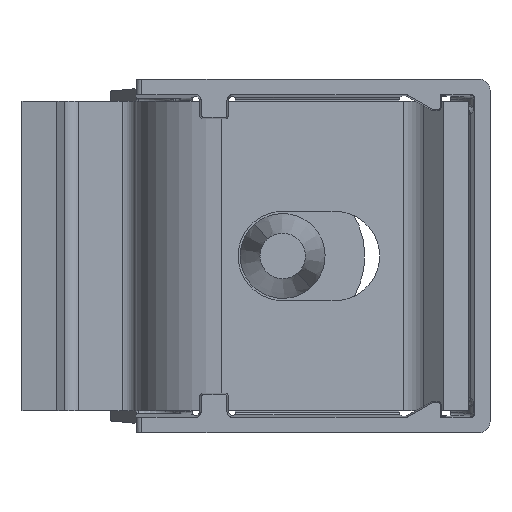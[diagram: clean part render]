
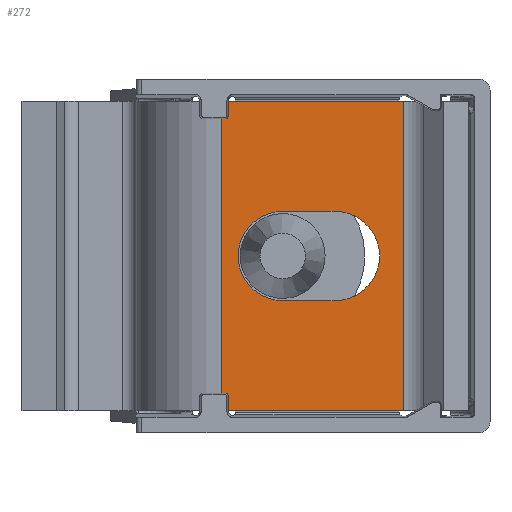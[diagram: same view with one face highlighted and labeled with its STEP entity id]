
A CAD part, front view. The second image highlights one B-rep face of the part: STEP entity #272.
In plain terms, the highlighted planar face has unit normal (0, -1, 0).
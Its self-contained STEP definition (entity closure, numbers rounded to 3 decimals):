
#45 = CARTESIAN_POINT ( 'NONE',  ( 10.35, 0., 3.15 ) ) ;
#260 = CARTESIAN_POINT ( 'NONE',  ( 0., 0., 10.95 ) ) ;
#272 = ADVANCED_FACE ( 'NONE', ( #4737, #12207 ), #2727, .T. ) ;
#525 = CIRCLE ( 'NONE', #6689, 3.15 ) ;
#579 = DIRECTION ( 'NONE',  ( 0., 0., -1. ) ) ;
#649 = VECTOR ( 'NONE', #3353, 1000. ) ;
#741 = CARTESIAN_POINT ( 'NONE',  ( 14.05, 0., 0. ) ) ;
#787 = VERTEX_POINT ( 'NONE', #45 ) ;
#1326 = ORIENTED_EDGE ( 'NONE', *, *, #1577, .F. ) ;
#1577 = EDGE_CURVE ( 'NONE', #11058, #3635, #4879, .T. ) ;
#1629 = AXIS2_PLACEMENT_3D ( 'NONE', #260, #4578, #3742 ) ;
#1661 = CARTESIAN_POINT ( 'NONE',  ( 10.35, 0., 0. ) ) ;
#1757 = DIRECTION ( 'NONE',  ( 0., 0., -1. ) ) ;
#1918 = CARTESIAN_POINT ( 'NONE',  ( 0., 0., 3.15 ) ) ;
#1985 = CARTESIAN_POINT ( 'NONE',  ( 6., 0., 10.95 ) ) ;
#2443 = EDGE_LOOP ( 'NONE', ( #6778, #7533, #8949, #1326 ) ) ;
#2622 = DIRECTION ( 'NONE',  ( 0., 0., -1. ) ) ;
#2727 = PLANE ( 'NONE',  #1629 ) ;
#2728 = EDGE_CURVE ( 'NONE', #6315, #7871, #12010, .T. ) ;
#2956 = LINE ( 'NONE', #10170, #649 ) ;
#3353 = DIRECTION ( 'NONE',  ( -1., 0., 0. ) ) ;
#3635 = VERTEX_POINT ( 'NONE', #9710 ) ;
#3742 = DIRECTION ( 'NONE',  ( 0., 0., -1. ) ) ;
#3768 = CARTESIAN_POINT ( 'NONE',  ( 0., 0., -3.15 ) ) ;
#4283 = VECTOR ( 'NONE', #6525, 1000. ) ;
#4578 = DIRECTION ( 'NONE',  ( 0., -1., 0. ) ) ;
#4609 = EDGE_CURVE ( 'NONE', #6088, #6315, #7873, .T. ) ;
#4737 = FACE_BOUND ( 'NONE', #2443, .T. ) ;
#4830 = VECTOR ( 'NONE', #8716, 1000. ) ;
#4879 = LINE ( 'NONE', #3768, #9748 ) ;
#5042 = ORIENTED_EDGE ( 'NONE', *, *, #8718, .F. ) ;
#5175 = AXIS2_PLACEMENT_3D ( 'NONE', #741, #7579, #1757 ) ;
#5534 = CARTESIAN_POINT ( 'NONE',  ( 18.872, 0., 10.95 ) ) ;
#5707 = DIRECTION ( 'NONE',  ( 1., 0., 0. ) ) ;
#6004 = EDGE_CURVE ( 'NONE', #8259, #6088, #9456, .T. ) ;
#6041 = CIRCLE ( 'NONE', #5175, 3.15 ) ;
#6088 = VERTEX_POINT ( 'NONE', #6747 ) ;
#6191 = VECTOR ( 'NONE', #579, 1000. ) ;
#6315 = VERTEX_POINT ( 'NONE', #1985 ) ;
#6346 = EDGE_LOOP ( 'NONE', ( #5042, #11346, #8932, #12327 ) ) ;
#6439 = CARTESIAN_POINT ( 'NONE',  ( 6., 0., 10.95 ) ) ;
#6525 = DIRECTION ( 'NONE',  ( 0., 0., 1. ) ) ;
#6575 = CARTESIAN_POINT ( 'NONE',  ( 6., 0., -10.95 ) ) ;
#6668 = DIRECTION ( 'NONE',  ( -1., 0., 0. ) ) ;
#6689 = AXIS2_PLACEMENT_3D ( 'NONE', #1661, #8448, #2622 ) ;
#6747 = CARTESIAN_POINT ( 'NONE',  ( 18.872, 0., 10.95 ) ) ;
#6778 = ORIENTED_EDGE ( 'NONE', *, *, #10105, .F. ) ;
#6879 = EDGE_CURVE ( 'NONE', #3635, #7752, #6041, .T. ) ;
#7533 = ORIENTED_EDGE ( 'NONE', *, *, #11514, .F. ) ;
#7579 = DIRECTION ( 'NONE',  ( 0., -1., 0. ) ) ;
#7752 = VERTEX_POINT ( 'NONE', #10158 ) ;
#7871 = VERTEX_POINT ( 'NONE', #6575 ) ;
#7873 = LINE ( 'NONE', #11529, #10760 ) ;
#8259 = VERTEX_POINT ( 'NONE', #12279 ) ;
#8448 = DIRECTION ( 'NONE',  ( 0., -1., 0. ) ) ;
#8716 = DIRECTION ( 'NONE',  ( -1., 0., 0. ) ) ;
#8718 = EDGE_CURVE ( 'NONE', #8259, #7871, #2956, .T. ) ;
#8932 = ORIENTED_EDGE ( 'NONE', *, *, #4609, .T. ) ;
#8949 = ORIENTED_EDGE ( 'NONE', *, *, #6879, .F. ) ;
#9090 = LINE ( 'NONE', #1918, #4830 ) ;
#9456 = LINE ( 'NONE', #5534, #4283 ) ;
#9710 = CARTESIAN_POINT ( 'NONE',  ( 14.05, 0., -3.15 ) ) ;
#9748 = VECTOR ( 'NONE', #5707, 1000. ) ;
#10105 = EDGE_CURVE ( 'NONE', #787, #11058, #525, .T. ) ;
#10158 = CARTESIAN_POINT ( 'NONE',  ( 14.05, 0., 3.15 ) ) ;
#10170 = CARTESIAN_POINT ( 'NONE',  ( 0., 0., -10.95 ) ) ;
#10760 = VECTOR ( 'NONE', #6668, 1000. ) ;
#11058 = VERTEX_POINT ( 'NONE', #11126 ) ;
#11126 = CARTESIAN_POINT ( 'NONE',  ( 10.35, 0., -3.15 ) ) ;
#11346 = ORIENTED_EDGE ( 'NONE', *, *, #6004, .T. ) ;
#11514 = EDGE_CURVE ( 'NONE', #7752, #787, #9090, .T. ) ;
#11529 = CARTESIAN_POINT ( 'NONE',  ( 0., 0., 10.95 ) ) ;
#12010 = LINE ( 'NONE', #6439, #6191 ) ;
#12207 = FACE_OUTER_BOUND ( 'NONE', #6346, .T. ) ;
#12279 = CARTESIAN_POINT ( 'NONE',  ( 18.872, 0., -10.95 ) ) ;
#12327 = ORIENTED_EDGE ( 'NONE', *, *, #2728, .T. ) ;
